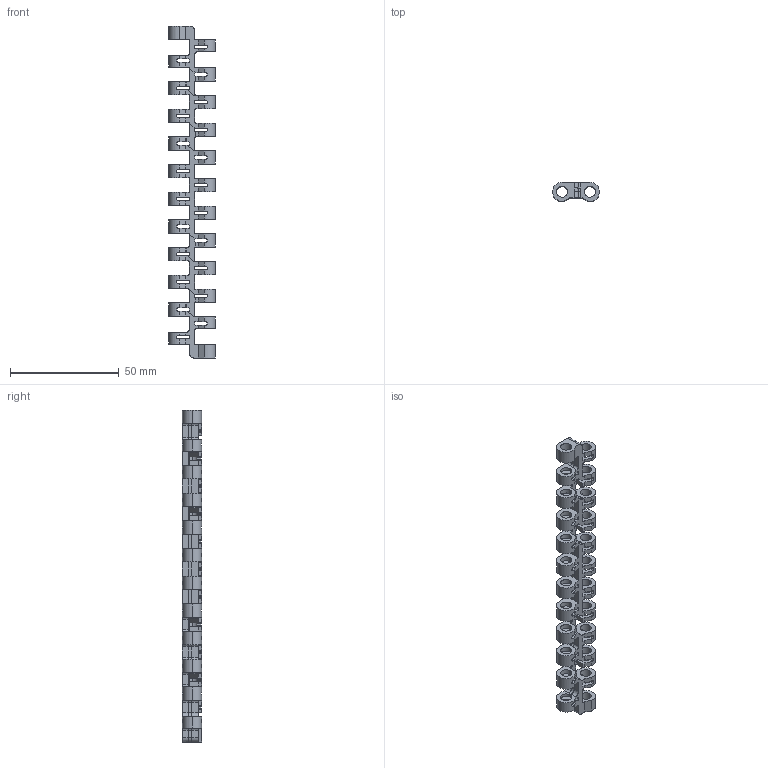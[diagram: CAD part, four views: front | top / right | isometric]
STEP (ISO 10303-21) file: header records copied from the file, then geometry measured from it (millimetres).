
FILE_DESCRIPTION (( 'STEP AP214' ), '1' );
FILE_NAME ('1270平板型-152.STEP', '2019-05-27T02:03:47', ( '' ), ( '' ), 'SwSTEP 2.0', 'SolidWorks 2016', '' );
FILE_SCHEMA (( 'AUTOMOTIVE_DESIGN' ));
Length unit declared in the file: millimetre
Products named in the file (1): 1270す啣倰-152
Bounding box: 21.5 x 8.8 x 152.4 mm (x, y, z)
Volume: 8066.8 mm3; surface area: 10874.2 mm2
Topology: 1 solids, 1 shells, 596 faces, 2006 edges, 1324 vertices
Faces by surface type: plane 306, cylinder 290
Entity records: 22632 total; most frequent: CARTESIAN_POINT 5119, ORIENTED_EDGE 4012, DIRECTION 3378, EDGE_CURVE 2006, VERTEX_POINT 1324, VECTOR 1272, LINE 1272, AXIS2_PLACEMENT_3D 1053
